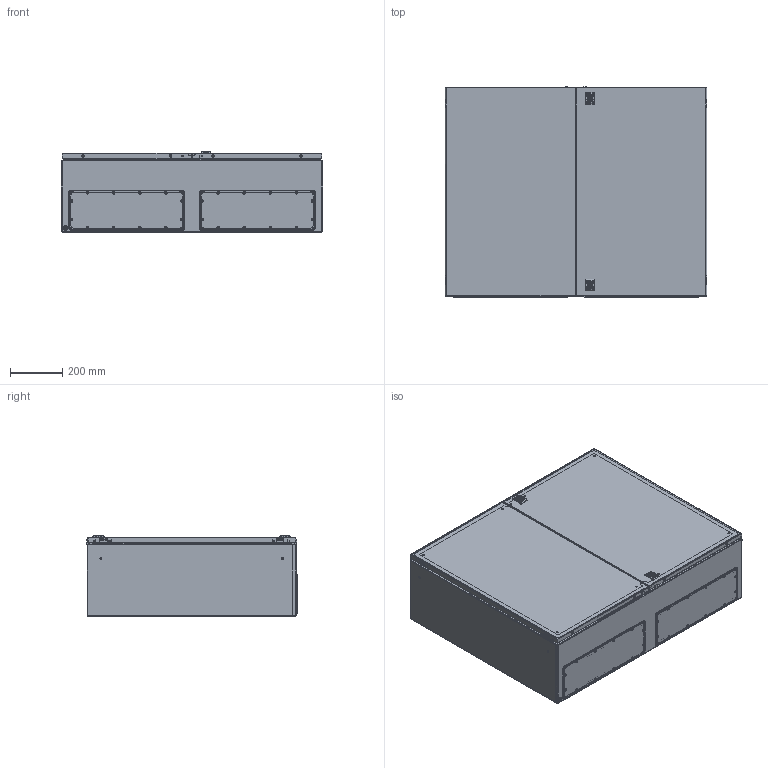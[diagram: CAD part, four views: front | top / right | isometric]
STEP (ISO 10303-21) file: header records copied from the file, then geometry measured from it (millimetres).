
FILE_DESCRIPTION (( 'STEP AP203' ), '1' );
FILE_NAME ('R5ST0813.STEP', '2020-07-08T10:33:56', ( '' ), ( '' ), 'SwSTEP 2.0', 'SolidWorks 2019', '' );
FILE_SCHEMA (( 'CONFIG_CONTROL_DESIGN' ));
Length unit declared in the file: millimetre
Products named in the file (44): PF 4x8 flange ST_03; RB.0851.01.01.0_-02 (800x1000x300); RB.0851.02.00.1 捘_-01 (800x1000); RB.0048.00.02.0_-12 (800å1000); M4x8 GOST 17475-80 (DIN 965)_straight; 3.5õ10 GOST 1145-80 (DIN 7982)_stright; RB.0048.01.02.0_14 (rotated); AC00C401_AC00C401; AC00C402; AC00C343-R_AC00C343-R; Ì6õ20-A5100001_straight; AC00C503-R_AC00C503-R; RB.0048.11.00.0 C縫03; RB.0851.06.00.1 ÑÁ_-01 (800å1000); RB.0851.03.01.1_-01 (800x1000); M6-DIN 6923 (CM100600)_straight; RB.0851.03.00.1 ÑÁ_-01 (800å1000); AC00C061_AC00C061; BOX01-R_Defaulf; R5ST0813; PF 8x16 ST-DD_01; A7100032-R_mounted; AC00C380; AC00C348-R_mounted; RB.0048.02.01.0; RB.0048.11.01.0_03; Ì6õ12-A5100231_straight; AC00C399; AC00C356_AC00c356(A7100031); AC00C344_AC00C344; M6x10-A1100004_straight; AC00C112; RB.0851.02.01.1_-01 (800å1000); AC00C398; AC00C317; Ì6-GOST 5915-70 (DIN 934) (CM110600)_straight; RB.0851.05.00.1 捘_-01 (800x1000); AC00C524-R_handle CE; Ac00c316; RB.0851.01.00.0 捘_-02 (800x1000x300) ...
Assembly tree (115 placements, depth 4):
  R5ST0813
    RB.0851.04.00.0 捘_-02 (800x1000x300)
      AC00C399  x4
      RB.0851.01.00.0 捘_-02 (800x1000x300)
        RB.0851.01.01.0_-02 (800x1000x300)
        RB.0048.01.02.0_14 (rotated)
        Ì6õ12-A5100231_straight  x4
        AC00C061_AC00C061  x2
        Ì6õ20-A5100001_straight  x4
      AC00C317  x4
      Ac00c316
      RB.0048.11.00.0 C縫03
        RB.0048.11.01.0_03
        PF 4x8 flange ST_03
      RB.0048.11.00.0 C縫03
        RB.0048.11.01.0_03
        PF 4x8 flange ST_03
      RB.0048.02.01.0  x4
      M4x8 GOST 17475-80 (DIN 965)_straight  x8
      3.5õ10 GOST 1145-80 (DIN 7982)_stright  x4
      AC00C402  x2
    RB.0851.05.00.1 捘_-01 (800x1000)
      RB.0851.02.00.1 捘_-01 (800x1000)
        RB.0851.02.01.1_-01 (800å1000)
        AC00C398  x2
        Ì6õ12-A5100231_straight  x4
        AC00C061_AC00C061  x2
      BOX01-R_Defaulf
        AC00C503-R_AC00C503-R
        AC00C343-R_AC00C343-R
        A7100032-R_mounted
        AC00C348-R_mounted
        AC00C524-R_handle CE
        M6x10-A1100004_straight
      AC00C344_AC00C344  x2
      AC00C112  x4
      PF 8x16 ST-DD_01
      BOX01-R_Defaulf
        AC00C503-R_AC00C503-R
        AC00C343-R_AC00C343-R
        A7100032-R_mounted
        AC00C348-R_mounted
        AC00C524-R_handle CE
        M6x10-A1100004_straight
      AC00C356_AC00c356(A7100031)  x2
    AC00C401_AC00C401  x4
    RB.0851.06.00.1 ÑÁ_-01 (800å1000)
      RB.0851.03.00.1 ÑÁ_-01 (800å1000)
        RB.0851.03.01.1_-01 (800x1000)
        AC00C398  x2
        Ì6õ12-A5100231_straight  x4
        AC00C061_AC00C061  x2
      AC00C112  x4
      PF 8x16 ST-DD_01
      Sealing double ST 15x8_01
    AC00C380  x4
    Ì6-GOST 5915-70 (DIN 934) (CM110600)_straight  x4
    RB.0048.00.02.0_-12 (800å1000)
    M6-DIN 6923 (CM100600)_straight  x4
Bounding box: 1000 x 806.5 x 309.36 mm (x, y, z)
Volume: 5660307.6 mm3; surface area: 7584561.9 mm2
Topology: 173 solids, 173 shells, 5394 faces, 13001 edges, 8282 vertices
Faces by surface type: plane 3287, cylinder 967, cone 430, bspline 348, torus 320, sphere 42
Entity records: 110071 total; most frequent: CARTESIAN_POINT 29457, ORIENTED_EDGE 15438, DIRECTION 14568, EDGE_CURVE 7719, VECTOR 5754, LINE 5754, VERTEX_POINT 4953, AXIS2_PLACEMENT_3D 4407
